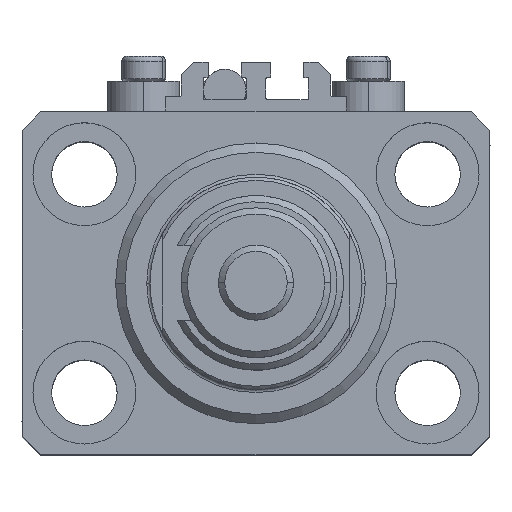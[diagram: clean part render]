
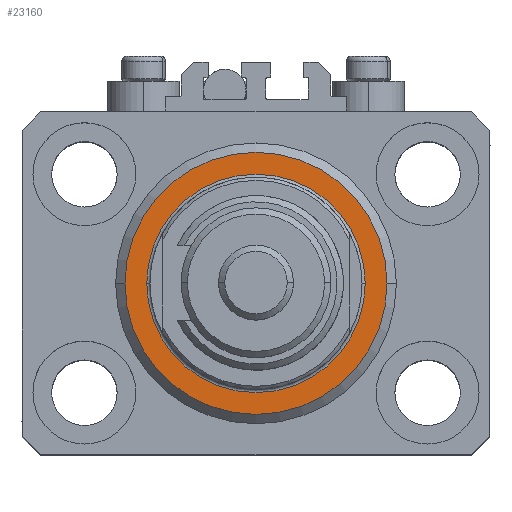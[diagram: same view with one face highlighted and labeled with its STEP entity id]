
A CAD part, top view. The second image highlights one B-rep face of the part: STEP entity #23160.
In plain terms, the highlighted face is planar.
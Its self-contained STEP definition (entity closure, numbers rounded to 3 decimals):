
#670 = CARTESIAN_POINT ( 'NONE',  ( 0., 0., 0. ) ) ;
#975 = CARTESIAN_POINT ( 'NONE',  ( 0., 0., 0. ) ) ;
#1243 = DIRECTION ( 'NONE',  ( 0., 0., 1. ) ) ;
#1575 = ORIENTED_EDGE ( 'NONE', *, *, #42768, .T. ) ;
#2423 = CARTESIAN_POINT ( 'NONE',  ( 0., 0., 0. ) ) ;
#3431 = CIRCLE ( 'NONE', #23775, 17.5 ) ;
#3725 = VERTEX_POINT ( 'NONE', #37248 ) ;
#5438 = CARTESIAN_POINT ( 'NONE',  ( -17.5, 0., 0. ) ) ;
#6803 = AXIS2_PLACEMENT_3D ( 'NONE', #13478, #43822, #17060 ) ;
#9148 = PLANE ( 'NONE',  #6803 ) ;
#9408 = DIRECTION ( 'NONE',  ( 1., 0., 0. ) ) ;
#9978 = CIRCLE ( 'NONE', #44985, 17.5 ) ;
#12605 = EDGE_LOOP ( 'NONE', ( #1575, #21784 ) ) ;
#12714 = FACE_BOUND ( 'NONE', #46607, .T. ) ;
#12771 = DIRECTION ( 'NONE',  ( 0., 0., -1. ) ) ;
#13228 = AXIS2_PLACEMENT_3D ( 'NONE', #47697, #12771, #35222 ) ;
#13478 = CARTESIAN_POINT ( 'NONE',  ( 0., 0., 0. ) ) ;
#16869 = EDGE_CURVE ( 'NONE', #3725, #18989, #23007, .T. ) ;
#17060 = DIRECTION ( 'NONE',  ( 1., 0., 0. ) ) ;
#18989 = VERTEX_POINT ( 'NONE', #33869 ) ;
#20582 = CIRCLE ( 'NONE', #13228, 21. ) ;
#21301 = DIRECTION ( 'NONE',  ( 1., 0., 0. ) ) ;
#21418 = EDGE_CURVE ( 'NONE', #43178, #27935, #9978, .T. ) ;
#21635 = FACE_OUTER_BOUND ( 'NONE', #12605, .T. ) ;
#21784 = ORIENTED_EDGE ( 'NONE', *, *, #16869, .T. ) ;
#23007 = CIRCLE ( 'NONE', #44986, 21. ) ;
#23160 = ADVANCED_FACE ( 'NONE', ( #12714, #21635 ), #9148, .F. ) ;
#23775 = AXIS2_PLACEMENT_3D ( 'NONE', #975, #1243, #9408 ) ;
#27935 = VERTEX_POINT ( 'NONE', #5438 ) ;
#33869 = CARTESIAN_POINT ( 'NONE',  ( 21., 0., 0. ) ) ;
#35222 = DIRECTION ( 'NONE',  ( 1., 0., 0. ) ) ;
#35607 = DIRECTION ( 'NONE',  ( 0., 0., -1. ) ) ;
#36626 = DIRECTION ( 'NONE',  ( 1., 0., 0. ) ) ;
#37248 = CARTESIAN_POINT ( 'NONE',  ( -21., 0., 0. ) ) ;
#42533 = ORIENTED_EDGE ( 'NONE', *, *, #44519, .T. ) ;
#42768 = EDGE_CURVE ( 'NONE', #18989, #3725, #20582, .T. ) ;
#43178 = VERTEX_POINT ( 'NONE', #48124 ) ;
#43822 = DIRECTION ( 'NONE',  ( 0., 0., 1. ) ) ;
#44519 = EDGE_CURVE ( 'NONE', #27935, #43178, #3431, .T. ) ;
#44985 = AXIS2_PLACEMENT_3D ( 'NONE', #2423, #45496, #21301 ) ;
#44986 = AXIS2_PLACEMENT_3D ( 'NONE', #670, #35607, #36626 ) ;
#45496 = DIRECTION ( 'NONE',  ( 0., 0., 1. ) ) ;
#46607 = EDGE_LOOP ( 'NONE', ( #49376, #42533 ) ) ;
#47697 = CARTESIAN_POINT ( 'NONE',  ( 0., 0., 0. ) ) ;
#48124 = CARTESIAN_POINT ( 'NONE',  ( 17.5, 0., 0. ) ) ;
#49376 = ORIENTED_EDGE ( 'NONE', *, *, #21418, .T. ) ;
